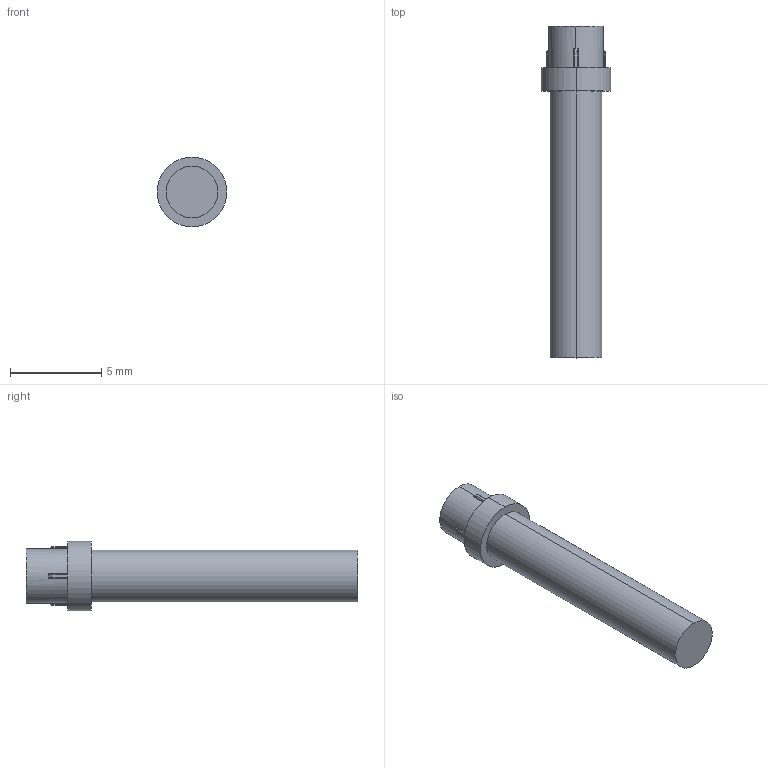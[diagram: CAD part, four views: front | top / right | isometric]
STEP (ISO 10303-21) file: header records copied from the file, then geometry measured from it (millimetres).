
FILE_DESCRIPTION (( 'STEP AP214' ), '1' );
FILE_NAME ('BIVAR__INC_PLP1-625-F.step', '2020-08-20T12:49:54', ( '' ), ( '' ), 'SwSTEP 2.0', 'SolidWorks 2020', '' );
FILE_SCHEMA (( 'AUTOMOTIVE_DESIGN' ));
Length unit declared in the file: inch
Products named in the file (1): BIVAR__INC_PLP1-625-F
Bounding box: 3.81 x 18.16 x 3.81 mm (x, y, z)
Volume: 123.5 mm3; surface area: 190.6 mm2
Topology: 1 solids, 1 shells, 54 faces, 134 edges, 76 vertices
Faces by surface type: cylinder 26, plane 20, bspline 8
Entity records: 1886 total; most frequent: CARTESIAN_POINT 563, DIRECTION 252, ORIENTED_EDGE 252, EDGE_CURVE 126, AXIS2_PLACEMENT_3D 93, VERTEX_POINT 76, VECTOR 66, LINE 66
